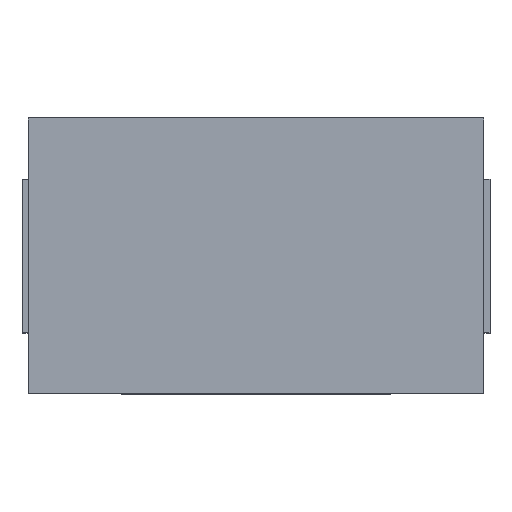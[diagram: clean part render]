
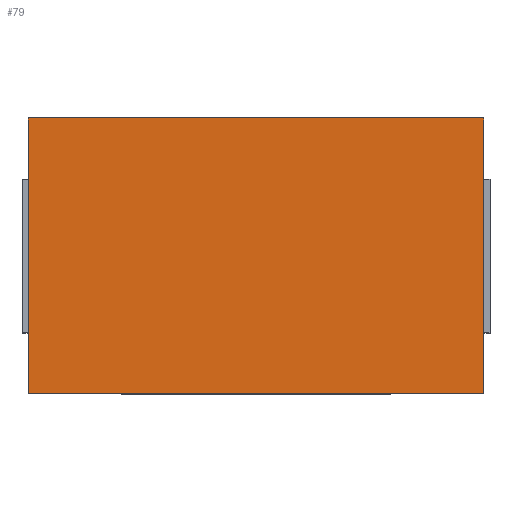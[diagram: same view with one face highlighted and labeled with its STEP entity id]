
A CAD part, top view. The second image highlights one B-rep face of the part: STEP entity #79.
In plain terms, the highlighted planar face has unit normal (0, 0, 1).
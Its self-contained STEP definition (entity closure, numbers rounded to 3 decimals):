
#79=ADVANCED_FACE('',(#172),#173,.T.);
#172=FACE_OUTER_BOUND('',#280,.T.);
#173=PLANE('',#281);
#280=EDGE_LOOP('',(#427,#428,#429,#430));
#281=AXIS2_PLACEMENT_3D('',#431,#432,#433);
#427=ORIENTED_EDGE('',*,*,#640,.F.);
#428=ORIENTED_EDGE('',*,*,#636,.F.);
#429=ORIENTED_EDGE('',*,*,#633,.F.);
#430=ORIENTED_EDGE('',*,*,#644,.F.);
#431=CARTESIAN_POINT('',(5.083,3.485,3.0));
#432=DIRECTION('',(0.0,0.0,1.0));
#433=DIRECTION('',(1.0,-0.0,0.0));
#633=EDGE_CURVE('',#749,#751,#752,.T.);
#636=EDGE_CURVE('',#751,#755,#756,.T.);
#640=EDGE_CURVE('',#755,#760,#761,.T.);
#644=EDGE_CURVE('',#760,#749,#765,.T.);
#749=VERTEX_POINT('',#916);
#751=VERTEX_POINT('',#919);
#752=LINE('',#920,#921);
#755=VERTEX_POINT('',#925);
#756=LINE('',#926,#927);
#760=VERTEX_POINT('',#933);
#761=LINE('',#934,#935);
#765=LINE('',#941,#942);
#916=CARTESIAN_POINT('',(8.633,5.635,3.0));
#919=CARTESIAN_POINT('',(8.633,1.335,3.0));
#920=CARTESIAN_POINT('',(8.633,5.635,3.0));
#921=VECTOR('',#1103,4.3);
#925=CARTESIAN_POINT('',(1.533,1.335,3.0));
#926=CARTESIAN_POINT('',(8.633,1.335,3.0));
#927=VECTOR('',#1105,7.1);
#933=CARTESIAN_POINT('',(1.533,5.635,3.0));
#934=CARTESIAN_POINT('',(1.533,1.335,3.0));
#935=VECTOR('',#1108,4.3);
#941=CARTESIAN_POINT('',(1.533,5.635,3.0));
#942=VECTOR('',#1111,7.1);
#1103=DIRECTION('',(0.0,-1.0,0.0));
#1105=DIRECTION('',(-1.0,0.0,0.0));
#1108=DIRECTION('',(0.0,1.0,0.0));
#1111=DIRECTION('',(1.0,0.0,0.0));
